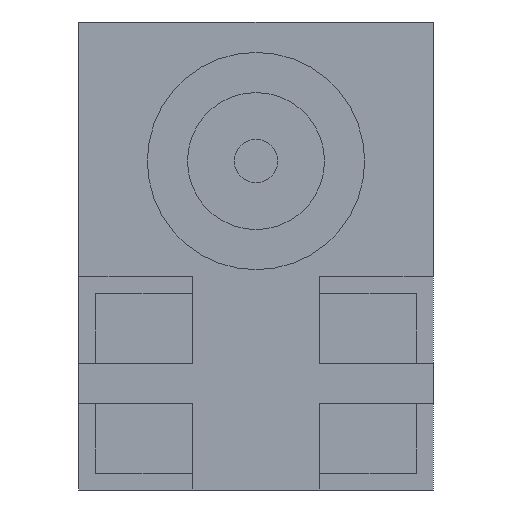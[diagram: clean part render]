
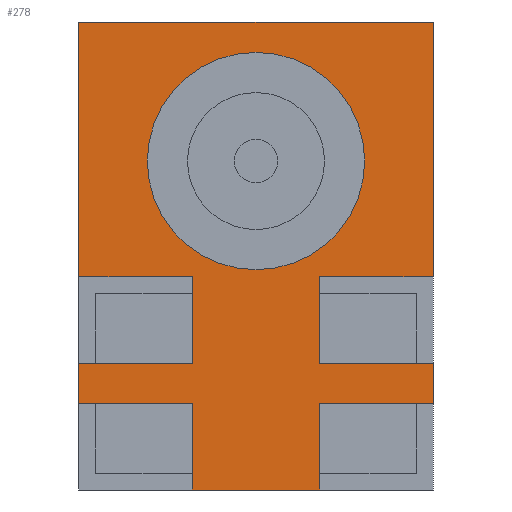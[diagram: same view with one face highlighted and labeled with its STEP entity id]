
A CAD part, front view. The second image highlights one B-rep face of the part: STEP entity #278.
In plain terms, the highlighted planar face has unit normal (0, -1, 0).
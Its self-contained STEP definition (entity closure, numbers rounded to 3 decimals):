
#28 = EDGE_CURVE ( 'NONE', #654, #288, #3299, .T. ) ;
#31 = VERTEX_POINT ( 'NONE', #913 ) ;
#39 = CARTESIAN_POINT ( 'NONE',  ( -1.325, 0., 1.75 ) ) ;
#63 = CARTESIAN_POINT ( 'NONE',  ( -0.475, 0., -1.75 ) ) ;
#68 = EDGE_CURVE ( 'NONE', #2904, #31, #1990, .T. ) ;
#79 = VERTEX_POINT ( 'NONE', #948 ) ;
#104 = CARTESIAN_POINT ( 'NONE',  ( 1.325, 0., -0.156 ) ) ;
#110 = ORIENTED_EDGE ( 'NONE', *, *, #68, .T. ) ;
#150 = VECTOR ( 'NONE', #2193, 1000. ) ;
#162 = VERTEX_POINT ( 'NONE', #2516 ) ;
#163 = DIRECTION ( 'NONE',  ( 0., 0., -1. ) ) ;
#170 = CARTESIAN_POINT ( 'NONE',  ( -0.475, 0., -0.156 ) ) ;
#220 = EDGE_CURVE ( 'NONE', #2121, #563, #2120, .T. ) ;
#223 = CARTESIAN_POINT ( 'NONE',  ( -1.325, 0., 1.75 ) ) ;
#236 = VECTOR ( 'NONE', #1132, 1000. ) ;
#243 = ORIENTED_EDGE ( 'NONE', *, *, #3239, .F. ) ;
#278 = ADVANCED_FACE ( 'NONE', ( #712, #1523 ), #3326, .T. ) ;
#282 = LINE ( 'NONE', #1557, #3030 ) ;
#288 = VERTEX_POINT ( 'NONE', #2763 ) ;
#318 = LINE ( 'NONE', #806, #2863 ) ;
#321 = DIRECTION ( 'NONE',  ( 0., -1., 0. ) ) ;
#331 = EDGE_CURVE ( 'NONE', #2722, #997, #2852, .T. ) ;
#336 = CARTESIAN_POINT ( 'NONE',  ( -1.325, 0., 1.75 ) ) ;
#354 = AXIS2_PLACEMENT_3D ( 'NONE', #2534, #2034, #2332 ) ;
#360 = CARTESIAN_POINT ( 'NONE',  ( -0.475, 0., 0. ) ) ;
#365 = VERTEX_POINT ( 'NONE', #223 ) ;
#368 = VECTOR ( 'NONE', #1151, 1000. ) ;
#382 = ORIENTED_EDGE ( 'NONE', *, *, #602, .F. ) ;
#388 = EDGE_LOOP ( 'NONE', ( #3316, #489 ) ) ;
#427 = CARTESIAN_POINT ( 'NONE',  ( 0.475, 0., -0.803 ) ) ;
#489 = ORIENTED_EDGE ( 'NONE', *, *, #1158, .F. ) ;
#509 = ORIENTED_EDGE ( 'NONE', *, *, #1444, .F. ) ;
#563 = VERTEX_POINT ( 'NONE', #2400 ) ;
#602 = EDGE_CURVE ( 'NONE', #365, #79, #798, .T. ) ;
#615 = EDGE_CURVE ( 'NONE', #2495, #694, #1568, .T. ) ;
#637 = CARTESIAN_POINT ( 'NONE',  ( -0.475, 0., -1.103 ) ) ;
#647 = ORIENTED_EDGE ( 'NONE', *, *, #1930, .T. ) ;
#654 = VERTEX_POINT ( 'NONE', #637 ) ;
#661 = CARTESIAN_POINT ( 'NONE',  ( 0., 0., 1.523 ) ) ;
#664 = CARTESIAN_POINT ( 'NONE',  ( 0., 0., -1.103 ) ) ;
#694 = VERTEX_POINT ( 'NONE', #661 ) ;
#697 = VECTOR ( 'NONE', #910, 1000. ) ;
#702 = LINE ( 'NONE', #767, #2497 ) ;
#712 = FACE_BOUND ( 'NONE', #388, .T. ) ;
#719 = VERTEX_POINT ( 'NONE', #104 ) ;
#731 = LINE ( 'NONE', #1387, #236 ) ;
#767 = CARTESIAN_POINT ( 'NONE',  ( -1.325, 0., -1.75 ) ) ;
#780 = ORIENTED_EDGE ( 'NONE', *, *, #220, .F. ) ;
#798 = LINE ( 'NONE', #336, #2716 ) ;
#806 = CARTESIAN_POINT ( 'NONE',  ( 0., 0., -0.156 ) ) ;
#835 = DIRECTION ( 'NONE',  ( 0., 0., -1. ) ) ;
#910 = DIRECTION ( 'NONE',  ( -1., 0., 0. ) ) ;
#913 = CARTESIAN_POINT ( 'NONE',  ( 0.475, 0., -1.103 ) ) ;
#923 = VECTOR ( 'NONE', #2359, 1000. ) ;
#948 = CARTESIAN_POINT ( 'NONE',  ( 1.325, 0., 1.75 ) ) ;
#976 = ORIENTED_EDGE ( 'NONE', *, *, #2259, .F. ) ;
#997 = VERTEX_POINT ( 'NONE', #427 ) ;
#1105 = ORIENTED_EDGE ( 'NONE', *, *, #331, .T. ) ;
#1132 = DIRECTION ( 'NONE',  ( 0., 0., 1. ) ) ;
#1151 = DIRECTION ( 'NONE',  ( 0., 0., 1. ) ) ;
#1158 = EDGE_CURVE ( 'NONE', #694, #2495, #1938, .T. ) ;
#1226 = LINE ( 'NONE', #360, #368 ) ;
#1252 = DIRECTION ( 'NONE',  ( -1., 0., 0. ) ) ;
#1260 = ORIENTED_EDGE ( 'NONE', *, *, #1844, .F. ) ;
#1267 = ORIENTED_EDGE ( 'NONE', *, *, #2372, .F. ) ;
#1387 = CARTESIAN_POINT ( 'NONE',  ( -0.475, 0., 0. ) ) ;
#1424 = LINE ( 'NONE', #2692, #150 ) ;
#1443 = CARTESIAN_POINT ( 'NONE',  ( 0.475, 0., -1.75 ) ) ;
#1444 = EDGE_CURVE ( 'NONE', #2904, #2417, #702, .T. ) ;
#1451 = VECTOR ( 'NONE', #3288, 1000. ) ;
#1472 = DIRECTION ( 'NONE',  ( 0., 0., 1. ) ) ;
#1523 = FACE_OUTER_BOUND ( 'NONE', #1581, .T. ) ;
#1535 = LINE ( 'NONE', #39, #923 ) ;
#1557 = CARTESIAN_POINT ( 'NONE',  ( 1.325, 0., 1.75 ) ) ;
#1568 = CIRCLE ( 'NONE', #2226, 0.813 ) ;
#1581 = EDGE_LOOP ( 'NONE', ( #509, #110, #1750, #2663, #1105, #647, #243, #976, #382, #2142, #780, #1260, #2725, #3081, #2881, #1267 ) ) ;
#1594 = DIRECTION ( 'NONE',  ( -1., 0., 0. ) ) ;
#1652 = VECTOR ( 'NONE', #1252, 1000. ) ;
#1681 = CARTESIAN_POINT ( 'NONE',  ( 0., 0., -0.102 ) ) ;
#1736 = CARTESIAN_POINT ( 'NONE',  ( 0.475, 0., -0.156 ) ) ;
#1746 = DIRECTION ( 'NONE',  ( 0., 0., 1. ) ) ;
#1750 = ORIENTED_EDGE ( 'NONE', *, *, #1773, .F. ) ;
#1773 = EDGE_CURVE ( 'NONE', #162, #31, #2020, .T. ) ;
#1844 = EDGE_CURVE ( 'NONE', #2234, #2121, #1226, .T. ) ;
#1861 = CARTESIAN_POINT ( 'NONE',  ( -1.325, 0., -0.803 ) ) ;
#1930 = EDGE_CURVE ( 'NONE', #997, #2996, #3231, .T. ) ;
#1938 = CIRCLE ( 'NONE', #2829, 0.813 ) ;
#1990 = LINE ( 'NONE', #3245, #2398 ) ;
#2020 = LINE ( 'NONE', #664, #697 ) ;
#2034 = DIRECTION ( 'NONE',  ( 0., -1., 0. ) ) ;
#2120 = LINE ( 'NONE', #3308, #2232 ) ;
#2121 = VERTEX_POINT ( 'NONE', #170 ) ;
#2133 = LINE ( 'NONE', #2526, #3185 ) ;
#2137 = VECTOR ( 'NONE', #2493, 1000. ) ;
#2142 = ORIENTED_EDGE ( 'NONE', *, *, #3323, .F. ) ;
#2168 = CARTESIAN_POINT ( 'NONE',  ( 0., 0., 0.71 ) ) ;
#2193 = DIRECTION ( 'NONE',  ( 0., 0., 1. ) ) ;
#2215 = CARTESIAN_POINT ( 'NONE',  ( 0., 0., -1.103 ) ) ;
#2224 = CARTESIAN_POINT ( 'NONE',  ( 1.325, 0., -0.803 ) ) ;
#2226 = AXIS2_PLACEMENT_3D ( 'NONE', #2168, #321, #2697 ) ;
#2232 = VECTOR ( 'NONE', #3059, 1000. ) ;
#2234 = VERTEX_POINT ( 'NONE', #2299 ) ;
#2259 = EDGE_CURVE ( 'NONE', #79, #719, #282, .T. ) ;
#2285 = VERTEX_POINT ( 'NONE', #1861 ) ;
#2286 = CARTESIAN_POINT ( 'NONE',  ( 0., 0., -0.803 ) ) ;
#2299 = CARTESIAN_POINT ( 'NONE',  ( -0.475, 0., -0.803 ) ) ;
#2332 = DIRECTION ( 'NONE',  ( 0., 0., -1. ) ) ;
#2359 = DIRECTION ( 'NONE',  ( 0., 0., 1. ) ) ;
#2372 = EDGE_CURVE ( 'NONE', #2417, #654, #731, .T. ) ;
#2382 = VECTOR ( 'NONE', #1472, 1000. ) ;
#2398 = VECTOR ( 'NONE', #1746, 1000. ) ;
#2400 = CARTESIAN_POINT ( 'NONE',  ( -1.325, 0., -0.156 ) ) ;
#2417 = VERTEX_POINT ( 'NONE', #63 ) ;
#2431 = EDGE_CURVE ( 'NONE', #288, #2285, #1424, .T. ) ;
#2493 = DIRECTION ( 'NONE',  ( 0., 0., -1. ) ) ;
#2495 = VERTEX_POINT ( 'NONE', #1681 ) ;
#2497 = VECTOR ( 'NONE', #3148, 1000. ) ;
#2504 = CARTESIAN_POINT ( 'NONE',  ( 0.475, 0., 0. ) ) ;
#2516 = CARTESIAN_POINT ( 'NONE',  ( 1.325, 0., -1.103 ) ) ;
#2526 = CARTESIAN_POINT ( 'NONE',  ( 0., 0., -0.803 ) ) ;
#2534 = CARTESIAN_POINT ( 'NONE',  ( 0., 0., 0. ) ) ;
#2663 = ORIENTED_EDGE ( 'NONE', *, *, #2866, .F. ) ;
#2692 = CARTESIAN_POINT ( 'NONE',  ( -1.325, 0., 1.75 ) ) ;
#2697 = DIRECTION ( 'NONE',  ( 0., 0., -1. ) ) ;
#2716 = VECTOR ( 'NONE', #3180, 1000. ) ;
#2722 = VERTEX_POINT ( 'NONE', #2224 ) ;
#2723 = CARTESIAN_POINT ( 'NONE',  ( 1.325, 0., 1.75 ) ) ;
#2725 = ORIENTED_EDGE ( 'NONE', *, *, #2972, .T. ) ;
#2763 = CARTESIAN_POINT ( 'NONE',  ( -1.325, 0., -1.103 ) ) ;
#2829 = AXIS2_PLACEMENT_3D ( 'NONE', #3090, #3350, #163 ) ;
#2852 = LINE ( 'NONE', #2286, #1652 ) ;
#2863 = VECTOR ( 'NONE', #1594, 1000. ) ;
#2866 = EDGE_CURVE ( 'NONE', #2722, #162, #3070, .T. ) ;
#2881 = ORIENTED_EDGE ( 'NONE', *, *, #28, .F. ) ;
#2904 = VERTEX_POINT ( 'NONE', #1443 ) ;
#2972 = EDGE_CURVE ( 'NONE', #2234, #2285, #2133, .T. ) ;
#2996 = VERTEX_POINT ( 'NONE', #1736 ) ;
#3030 = VECTOR ( 'NONE', #835, 1000. ) ;
#3054 = DIRECTION ( 'NONE',  ( -1., 0., 0. ) ) ;
#3059 = DIRECTION ( 'NONE',  ( -1., 0., 0. ) ) ;
#3070 = LINE ( 'NONE', #2723, #2137 ) ;
#3081 = ORIENTED_EDGE ( 'NONE', *, *, #2431, .F. ) ;
#3090 = CARTESIAN_POINT ( 'NONE',  ( 0., 0., 0.71 ) ) ;
#3148 = DIRECTION ( 'NONE',  ( -1., 0., 0. ) ) ;
#3180 = DIRECTION ( 'NONE',  ( 1., 0., 0. ) ) ;
#3185 = VECTOR ( 'NONE', #3054, 1000. ) ;
#3231 = LINE ( 'NONE', #2504, #2382 ) ;
#3239 = EDGE_CURVE ( 'NONE', #719, #2996, #318, .T. ) ;
#3245 = CARTESIAN_POINT ( 'NONE',  ( 0.475, 0., 0. ) ) ;
#3288 = DIRECTION ( 'NONE',  ( -1., 0., 0. ) ) ;
#3299 = LINE ( 'NONE', #2215, #1451 ) ;
#3308 = CARTESIAN_POINT ( 'NONE',  ( 0., 0., -0.156 ) ) ;
#3316 = ORIENTED_EDGE ( 'NONE', *, *, #615, .F. ) ;
#3323 = EDGE_CURVE ( 'NONE', #563, #365, #1535, .T. ) ;
#3326 = PLANE ( 'NONE',  #354 ) ;
#3350 = DIRECTION ( 'NONE',  ( 0., -1., 0. ) ) ;
